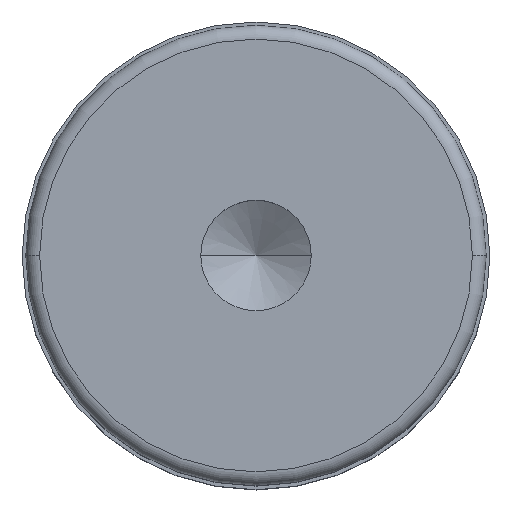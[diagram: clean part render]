
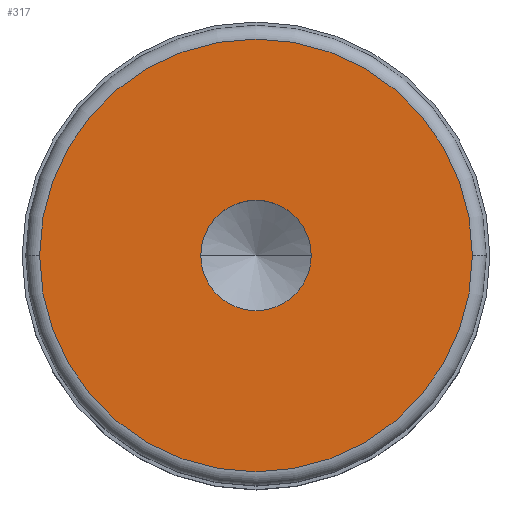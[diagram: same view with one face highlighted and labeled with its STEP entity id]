
A CAD part, top view. The second image highlights one B-rep face of the part: STEP entity #317.
In plain terms, the highlighted planar face has unit normal (0, 0, 1).
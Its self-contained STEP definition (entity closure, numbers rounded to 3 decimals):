
#197=VERTEX_POINT('',#527);
#219=VERTEX_POINT('',#549);
#281=EDGE_CURVE('',#219,#197,#619,.T.);
#287=EDGE_CURVE('',#439,#463,#625,.T.);
#317=ADVANCED_FACE('',(#659,#660),#661,.T.);
#413=EDGE_CURVE('',#197,#219,#771,.T.);
#417=EDGE_CURVE('',#463,#439,#775,.T.);
#439=VERTEX_POINT('',#800);
#463=VERTEX_POINT('',#828);
#527=CARTESIAN_POINT('',(23.5,0.,52.0));
#549=CARTESIAN_POINT('',(-23.5,0.,52.0));
#619=CIRCLE('',#1003,23.5);
#625=CIRCLE('',#1011,6.);
#659=FACE_BOUND('',#1052,.T.);
#660=FACE_OUTER_BOUND('',#1053,.T.);
#661=PLANE('',#1054);
#771=CIRCLE('',#1195,23.5);
#775=CIRCLE('',#1200,6.);
#800=CARTESIAN_POINT('',(6.,0.,52.0));
#828=CARTESIAN_POINT('',(-6.,0.,52.0));
#1003=AXIS2_PLACEMENT_3D('',#1448,#1449,#1450);
#1011=AXIS2_PLACEMENT_3D('',#1454,#1455,#1456);
#1052=EDGE_LOOP('',(#1509,#1510));
#1053=EDGE_LOOP('',(#1511,#1512));
#1054=AXIS2_PLACEMENT_3D('',#1513,#1514,#1515);
#1195=AXIS2_PLACEMENT_3D('',#1657,#1658,#1659);
#1200=AXIS2_PLACEMENT_3D('',#1660,#1661,#1662);
#1448=CARTESIAN_POINT('',(0.,0.,52.0));
#1449=DIRECTION('',(-0.0,0.0,-1.0));
#1450=DIRECTION('',(-1.0,0.,0.0));
#1454=CARTESIAN_POINT('',(0.,0.,52.0));
#1455=DIRECTION('',(-0.0,0.0,-1.0));
#1456=DIRECTION('',(-1.0,0.,0.0));
#1509=ORIENTED_EDGE('',*,*,#417,.T.);
#1510=ORIENTED_EDGE('',*,*,#287,.T.);
#1511=ORIENTED_EDGE('',*,*,#281,.F.);
#1512=ORIENTED_EDGE('',*,*,#413,.F.);
#1513=CARTESIAN_POINT('',(-11.75,0.,52.0));
#1514=DIRECTION('',(0.0,0.0,1.0));
#1515=DIRECTION('',(-1.0,0.,0.0));
#1657=CARTESIAN_POINT('',(0.,0.,52.0));
#1658=DIRECTION('',(-0.0,0.0,-1.0));
#1659=DIRECTION('',(-1.0,0.,0.0));
#1660=CARTESIAN_POINT('',(0.,0.,52.0));
#1661=DIRECTION('',(-0.0,0.0,-1.0));
#1662=DIRECTION('',(-1.0,0.,0.0));
